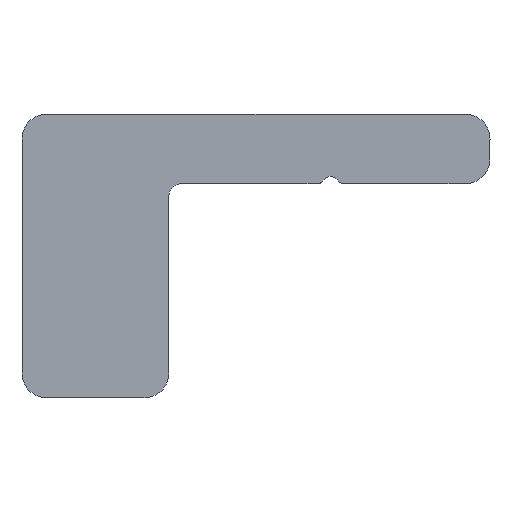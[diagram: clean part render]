
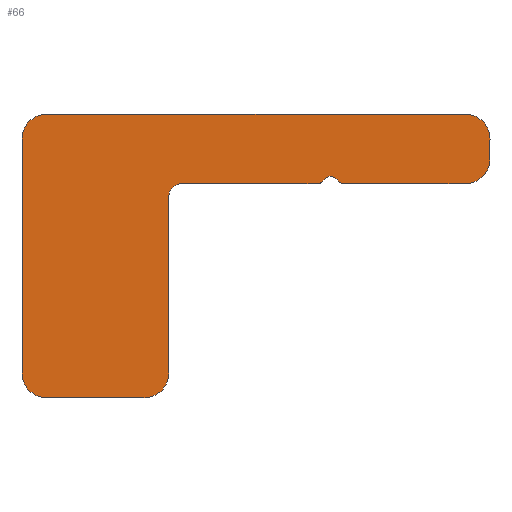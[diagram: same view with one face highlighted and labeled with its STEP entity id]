
A CAD part, front view. The second image highlights one B-rep face of the part: STEP entity #66.
In plain terms, the highlighted planar face has unit normal (0, -1, 0).
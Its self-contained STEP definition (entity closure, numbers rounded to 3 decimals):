
#66 = ADVANCED_FACE( '', ( #134 ), #135, .F. );
#134 = FACE_OUTER_BOUND( '', #201, .T. );
#135 = PLANE( '', #202 );
#201 = EDGE_LOOP( '', ( #317, #318, #319, #320, #321, #322, #323, #324, #325, #326, #327, #328, #329, #330, #331, #332, #333, #334 ) );
#202 = AXIS2_PLACEMENT_3D( '', #335, #336, #337 );
#317 = ORIENTED_EDGE( '', *, *, #441, .F. );
#318 = ORIENTED_EDGE( '', *, *, #463, .F. );
#319 = ORIENTED_EDGE( '', *, *, #417, .F. );
#320 = ORIENTED_EDGE( '', *, *, #427, .F. );
#321 = ORIENTED_EDGE( '', *, *, #451, .F. );
#322 = ORIENTED_EDGE( '', *, *, #466, .F. );
#323 = ORIENTED_EDGE( '', *, *, #467, .F. );
#324 = ORIENTED_EDGE( '', *, *, #422, .F. );
#325 = ORIENTED_EDGE( '', *, *, #455, .F. );
#326 = ORIENTED_EDGE( '', *, *, #446, .F. );
#327 = ORIENTED_EDGE( '', *, *, #468, .F. );
#328 = ORIENTED_EDGE( '', *, *, #458, .F. );
#329 = ORIENTED_EDGE( '', *, *, #469, .F. );
#330 = ORIENTED_EDGE( '', *, *, #470, .F. );
#331 = ORIENTED_EDGE( '', *, *, #436, .F. );
#332 = ORIENTED_EDGE( '', *, *, #471, .F. );
#333 = ORIENTED_EDGE( '', *, *, #431, .F. );
#334 = ORIENTED_EDGE( '', *, *, #472, .F. );
#335 = CARTESIAN_POINT( '', ( -8.4, 0., 4.7 ) );
#336 = DIRECTION( '', ( 0., 1., 0. ) );
#337 = DIRECTION( '', ( 0., 0., 1. ) );
#417 = EDGE_CURVE( '', #491, #492, #493, .T. );
#422 = EDGE_CURVE( '', #500, #501, #502, .T. );
#427 = EDGE_CURVE( '', #509, #491, #510, .T. );
#431 = EDGE_CURVE( '', #515, #516, #517, .T. );
#436 = EDGE_CURVE( '', #524, #525, #526, .T. );
#441 = EDGE_CURVE( '', #533, #534, #535, .T. );
#446 = EDGE_CURVE( '', #542, #543, #544, .T. );
#451 = EDGE_CURVE( '', #551, #509, #552, .T. );
#455 = EDGE_CURVE( '', #543, #500, #557, .T. );
#458 = EDGE_CURVE( '', #560, #561, #562, .T. );
#463 = EDGE_CURVE( '', #492, #533, #569, .T. );
#466 = EDGE_CURVE( '', #572, #551, #573, .T. );
#467 = EDGE_CURVE( '', #501, #572, #574, .T. );
#468 = EDGE_CURVE( '', #561, #542, #575, .T. );
#469 = EDGE_CURVE( '', #576, #560, #577, .T. );
#470 = EDGE_CURVE( '', #525, #576, #578, .T. );
#471 = EDGE_CURVE( '', #516, #524, #579, .T. );
#472 = EDGE_CURVE( '', #534, #515, #580, .T. );
#491 = VERTEX_POINT( '', #601 );
#492 = VERTEX_POINT( '', #602 );
#493 = CIRCLE( '', #603, 1. );
#500 = VERTEX_POINT( '', #612 );
#501 = VERTEX_POINT( '', #613 );
#502 = LINE( '', #614, #615 );
#509 = VERTEX_POINT( '', #625 );
#510 = LINE( '', #626, #627 );
#515 = VERTEX_POINT( '', #634 );
#516 = VERTEX_POINT( '', #635 );
#517 = CIRCLE( '', #636, 1. );
#524 = VERTEX_POINT( '', #645 );
#525 = VERTEX_POINT( '', #646 );
#526 = CIRCLE( '', #647, 1. );
#533 = VERTEX_POINT( '', #656 );
#534 = VERTEX_POINT( '', #657 );
#535 = CIRCLE( '', #658, 1. );
#542 = VERTEX_POINT( '', #667 );
#543 = VERTEX_POINT( '', #668 );
#544 = LINE( '', #669, #670 );
#551 = VERTEX_POINT( '', #680 );
#552 = CIRCLE( '', #681, 1. );
#557 = CIRCLE( '', #687, 0.2 );
#560 = VERTEX_POINT( '', #690 );
#561 = VERTEX_POINT( '', #691 );
#562 = LINE( '', #692, #693 );
#569 = LINE( '', #703, #704 );
#572 = VERTEX_POINT( '', #708 );
#573 = LINE( '', #709, #710 );
#574 = CIRCLE( '', #711, 0.5 );
#575 = CIRCLE( '', #712, 0.3 );
#576 = VERTEX_POINT( '', #713 );
#577 = CIRCLE( '', #714, 0.2 );
#578 = LINE( '', #715, #716 );
#579 = LINE( '', #717, #718 );
#580 = LINE( '', #719, #720 );
#601 = CARTESIAN_POINT( '', ( -8.4, 0., -5.7 ) );
#602 = CARTESIAN_POINT( '', ( -9.4, 0., -4.7 ) );
#603 = AXIS2_PLACEMENT_3D( '', #746, #747, #748 );
#612 = CARTESIAN_POINT( '', ( 2.493, 0., 2.9 ) );
#613 = CARTESIAN_POINT( '', ( -3., 0., 2.9 ) );
#614 = CARTESIAN_POINT( '', ( -3., 0., 2.9 ) );
#615 = VECTOR( '', #754, 1000. );
#625 = CARTESIAN_POINT( '', ( -4.5, 0., -5.7 ) );
#626 = CARTESIAN_POINT( '', ( -8.4, 0., -5.7 ) );
#627 = VECTOR( '', #758, 1000. );
#634 = CARTESIAN_POINT( '', ( 8.4, 0., 5.7 ) );
#635 = CARTESIAN_POINT( '', ( 9.4, 0., 4.7 ) );
#636 = AXIS2_PLACEMENT_3D( '', #761, #762, #763 );
#645 = CARTESIAN_POINT( '', ( 9.4, 0., 3.9 ) );
#646 = CARTESIAN_POINT( '', ( 8.4, 0., 2.9 ) );
#647 = AXIS2_PLACEMENT_3D( '', #769, #770, #771 );
#656 = CARTESIAN_POINT( '', ( -9.4, 0., 4.7 ) );
#657 = CARTESIAN_POINT( '', ( -8.4, 0., 5.7 ) );
#658 = AXIS2_PLACEMENT_3D( '', #777, #778, #779 );
#667 = CARTESIAN_POINT( '', ( 2.788, 0., 3.112 ) );
#668 = CARTESIAN_POINT( '', ( 2.634, 0., 2.959 ) );
#669 = CARTESIAN_POINT( '', ( 2.788, 0., 3.112 ) );
#670 = VECTOR( '', #785, 1000. );
#680 = CARTESIAN_POINT( '', ( -3.5, 0., -4.7 ) );
#681 = AXIS2_PLACEMENT_3D( '', #789, #790, #791 );
#687 = AXIS2_PLACEMENT_3D( '', #796, #797, #798 );
#690 = CARTESIAN_POINT( '', ( 3.366, 0., 2.959 ) );
#691 = CARTESIAN_POINT( '', ( 3.212, 0., 3.112 ) );
#692 = CARTESIAN_POINT( '', ( 3.212, 0., 3.112 ) );
#693 = VECTOR( '', #802, 1000. );
#703 = CARTESIAN_POINT( '', ( -9.4, 0., -4.7 ) );
#704 = VECTOR( '', #806, 1000. );
#708 = CARTESIAN_POINT( '', ( -3.5, 0., 2.4 ) );
#709 = CARTESIAN_POINT( '', ( -3.5, 0., -4.7 ) );
#710 = VECTOR( '', #808, 1000. );
#711 = AXIS2_PLACEMENT_3D( '', #809, #810, #811 );
#712 = AXIS2_PLACEMENT_3D( '', #812, #813, #814 );
#713 = CARTESIAN_POINT( '', ( 3.507, 0., 2.9 ) );
#714 = AXIS2_PLACEMENT_3D( '', #815, #816, #817 );
#715 = CARTESIAN_POINT( '', ( 3.507, 0., 2.9 ) );
#716 = VECTOR( '', #818, 1000. );
#717 = CARTESIAN_POINT( '', ( 9.4, 0., 3.9 ) );
#718 = VECTOR( '', #819, 1000. );
#719 = CARTESIAN_POINT( '', ( -8.4, 0., 5.7 ) );
#720 = VECTOR( '', #820, 1000. );
#746 = CARTESIAN_POINT( '', ( -8.4, 0., -4.7 ) );
#747 = DIRECTION( '', ( 0., 1., 0. ) );
#748 = DIRECTION( '', ( 1., 0., 0. ) );
#754 = DIRECTION( '', ( -1., 0., 0. ) );
#758 = DIRECTION( '', ( -1., 0., 0. ) );
#761 = CARTESIAN_POINT( '', ( 8.4, 0., 4.7 ) );
#762 = DIRECTION( '', ( 0., 1., 0. ) );
#763 = DIRECTION( '', ( -1., 0., 0. ) );
#769 = CARTESIAN_POINT( '', ( 8.4, 0., 3.9 ) );
#770 = DIRECTION( '', ( 0., 1., 0. ) );
#771 = DIRECTION( '', ( -1., 0., 0. ) );
#777 = CARTESIAN_POINT( '', ( -8.4, 0., 4.7 ) );
#778 = DIRECTION( '', ( 0., 1., 0. ) );
#779 = DIRECTION( '', ( 1., 0., 0. ) );
#785 = DIRECTION( '', ( -0.707, 0., -0.707 ) );
#789 = CARTESIAN_POINT( '', ( -4.5, 0., -4.7 ) );
#790 = DIRECTION( '', ( 0., 1., 0. ) );
#791 = DIRECTION( '', ( -1., 0., 0. ) );
#796 = CARTESIAN_POINT( '', ( 2.493, 0., 3.1 ) );
#797 = DIRECTION( '', ( 0., 1., 0. ) );
#798 = DIRECTION( '', ( 1., 0., 0. ) );
#802 = DIRECTION( '', ( -0.707, 0., 0.707 ) );
#806 = DIRECTION( '', ( 0., 0., 1. ) );
#808 = DIRECTION( '', ( 0., 0., -1. ) );
#809 = CARTESIAN_POINT( '', ( -3., 0., 2.4 ) );
#810 = DIRECTION( '', ( 0., -1., 0. ) );
#811 = DIRECTION( '', ( 1., 0., 0. ) );
#812 = CARTESIAN_POINT( '', ( 3., 0., 2.9 ) );
#813 = DIRECTION( '', ( 0., -1., 0. ) );
#814 = DIRECTION( '', ( 1., 0., 0. ) );
#815 = CARTESIAN_POINT( '', ( 3.507, 0., 3.1 ) );
#816 = DIRECTION( '', ( 0., 1., 0. ) );
#817 = DIRECTION( '', ( 1., 0., 0. ) );
#818 = DIRECTION( '', ( -1., 0., 0. ) );
#819 = DIRECTION( '', ( 0., 0., -1. ) );
#820 = DIRECTION( '', ( 1., 0., 0. ) );
